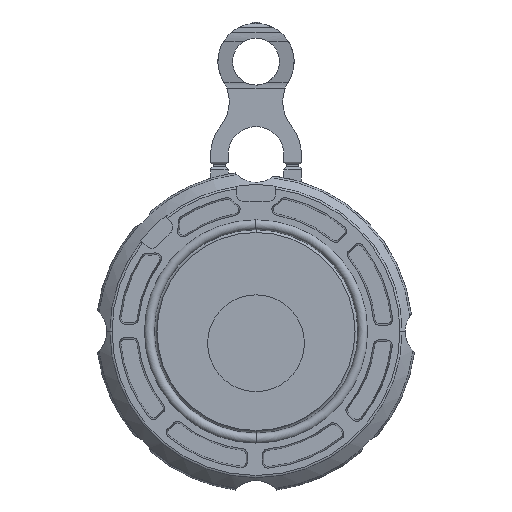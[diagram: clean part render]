
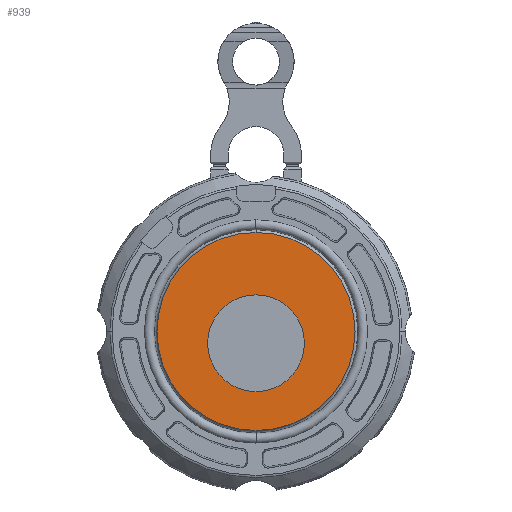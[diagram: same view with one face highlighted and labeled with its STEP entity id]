
A CAD part, left-side view. The second image highlights one B-rep face of the part: STEP entity #939.
In plain terms, the highlighted planar face has unit normal (-1, 0, 0).
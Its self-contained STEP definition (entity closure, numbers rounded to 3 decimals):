
#939=ADVANCED_FACE('',(#2034,#2035),#2036,.T.);
#2034=FACE_BOUND('',#3283,.T.);
#2035=FACE_OUTER_BOUND('',#3284,.T.);
#2036=PLANE('',#3285);
#3283=EDGE_LOOP('',(#6201,#6202));
#3284=EDGE_LOOP('',(#6203,#6204));
#3285=AXIS2_PLACEMENT_3D('',#6205,#6206,#6207);
#6201=ORIENTED_EDGE('',*,*,#7735,.T.);
#6202=ORIENTED_EDGE('',*,*,#8582,.T.);
#6203=ORIENTED_EDGE('',*,*,#7722,.T.);
#6204=ORIENTED_EDGE('',*,*,#8665,.T.);
#6205=CARTESIAN_POINT('',(-9.0,-24.543,0.0));
#6206=DIRECTION('',(-1.0,0.0,0.0));
#6207=DIRECTION('',(0.0,1.0,0.0));
#7722=EDGE_CURVE('',#9311,#9314,#9316,.T.);
#7735=EDGE_CURVE('',#9331,#9335,#9337,.T.);
#8582=EDGE_CURVE('',#9335,#9331,#10596,.T.);
#8665=EDGE_CURVE('',#9314,#9311,#10723,.T.);
#9311=VERTEX_POINT('',#11834);
#9314=VERTEX_POINT('',#11838);
#9316=CIRCLE('',#11841,33.75);
#9331=VERTEX_POINT('',#11856);
#9335=VERTEX_POINT('',#11861);
#9337=CIRCLE('',#11864,16.5);
#10596=CIRCLE('',#14384,16.5);
#10723=CIRCLE('',#14609,33.75);
#11834=CARTESIAN_POINT('',(-9.0,0.0,-33.75));
#11838=CARTESIAN_POINT('',(-9.0,0.,33.75));
#11841=AXIS2_PLACEMENT_3D('',#16249,#16250,#16251);
#11856=CARTESIAN_POINT('',(-9.0,0.0,-20.5));
#11861=CARTESIAN_POINT('',(-9.0,0.,12.5));
#11864=AXIS2_PLACEMENT_3D('',#16275,#16276,#16277);
#14384=AXIS2_PLACEMENT_3D('',#17335,#17336,#17337);
#14609=AXIS2_PLACEMENT_3D('',#17451,#17452,#17453);
#16249=CARTESIAN_POINT('',(-9.0,0.0,0.0));
#16250=DIRECTION('',(-1.0,0.0,0.0));
#16251=DIRECTION('',(0.0,0.0,-1.0));
#16275=CARTESIAN_POINT('',(-9.0,0.0,-4.0));
#16276=DIRECTION('',(1.0,-0.0,0.0));
#16277=DIRECTION('',(0.0,0.0,-1.0));
#17335=CARTESIAN_POINT('',(-9.0,0.0,-4.0));
#17336=DIRECTION('',(1.0,-0.0,0.0));
#17337=DIRECTION('',(0.0,0.0,-1.0));
#17451=CARTESIAN_POINT('',(-9.0,0.0,0.0));
#17452=DIRECTION('',(-1.0,0.0,0.0));
#17453=DIRECTION('',(0.0,0.0,-1.0));
